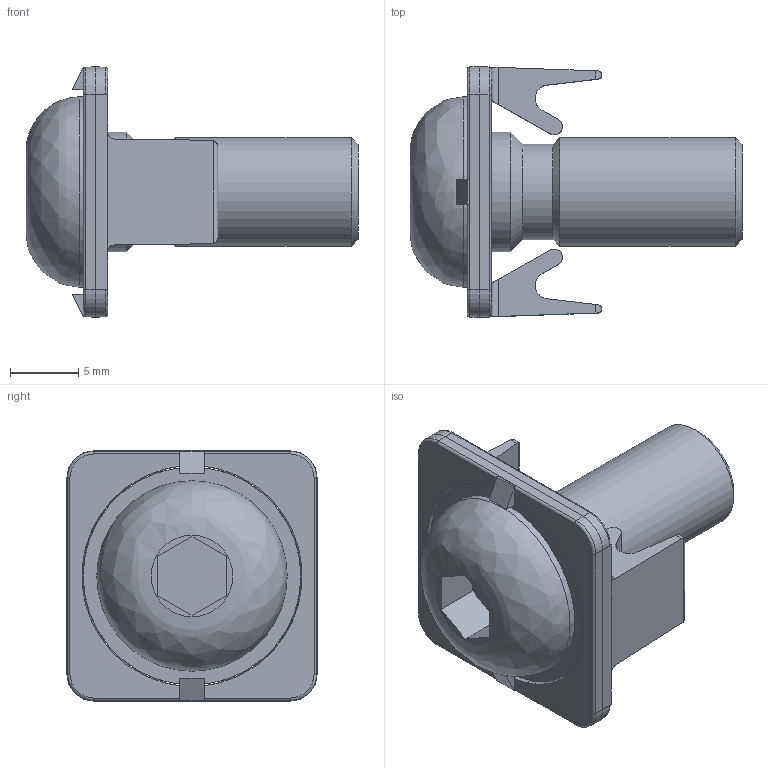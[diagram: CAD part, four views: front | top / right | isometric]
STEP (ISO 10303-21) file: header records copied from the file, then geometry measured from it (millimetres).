
FILE_DESCRIPTION(/* description */ ('STEP AP214'),/* implementation_level */ '2;1');
FILE_NAME(/* name */ '1025173.stp',/* time_stamp */ '2024-05-07T09:01:34+02:00',/* author */ ('b.steehouwer'),/* organization */ ('CADENAS'),/* preprocessor_version */ 'ST-DEVELOPER v18.1',/* originating_system */ 'Autodesk Inventor 2021',/* authorisation */ ' ');
FILE_SCHEMA (('AUTOMOTIVE_DESIGN { 1 0 10303 214 3 1 1 }'));
Length unit declared in the file: millimetre
Products named in the file (4): 1025173; 1025173-1; 1025172-22; 1025172-3
Assembly tree (3 placements, depth 2):
  1025173
    1025173-1
    1025172-22
    1025172-3
Bounding box: 24.4 x 18.4 x 18.4 mm (x, y, z)
Volume: 2208 mm3; surface area: 2266.2 mm2
Topology: 3 solids, 3 shells, 109 faces, 266 edges, 163 vertices
Faces by surface type: plane 58, cylinder 28, cone 14, torus 8, bspline 1
Full cylindrical faces by diameter (mm): 7 x1, 8 x1, 8.8 x1, 9 x1, 14 x1, 16 x1
Entity records: 3488 total; most frequent: CARTESIAN_POINT 691, DIRECTION 592, ORIENTED_EDGE 532, EDGE_CURVE 266, AXIS2_PLACEMENT_3D 215, VERTEX_POINT 163, LINE 162, VECTOR 162
